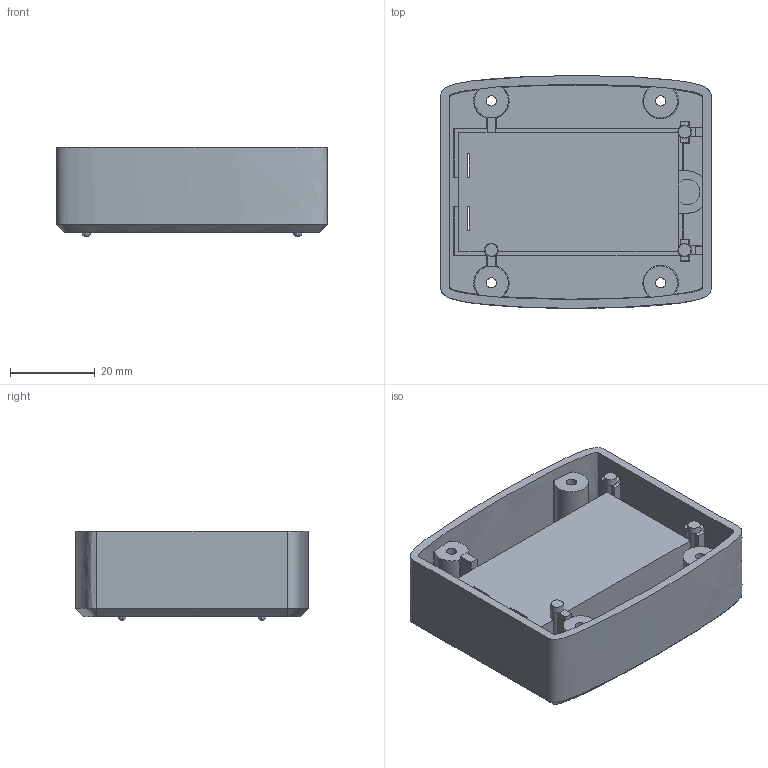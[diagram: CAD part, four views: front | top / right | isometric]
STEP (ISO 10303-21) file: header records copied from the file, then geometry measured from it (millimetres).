
FILE_DESCRIPTION (( 'STEP AP214' ), '1' );
FILE_NAME ('BOTOM COVER_USB Killer Detector_Rev 05.STEP', '2021-08-20T19:36:12', ( '' ), ( '' ), 'SwSTEP 2.0', 'SolidWorks 2017', '' );
FILE_SCHEMA (( 'AUTOMOTIVE_DESIGN' ));
Length unit declared in the file: millimetre
Products named in the file (1): BOTOM COVER_USB Killer Detector_Rev 05
Bounding box: 64 x 55 x 21.25 mm (x, y, z)
Volume: 22391 mm3; surface area: 22856.7 mm2
Topology: 1 solids, 1 shells, 349 faces, 928 edges, 573 vertices
Faces by surface type: plane 168, cylinder 109, sphere 28, torus 21, bspline 17, cone 6
Entity records: 13339 total; most frequent: CARTESIAN_POINT 4802, ORIENTED_EDGE 1800, DIRECTION 1769, EDGE_CURVE 900, AXIS2_PLACEMENT_3D 608, VERTEX_POINT 561, LINE 553, VECTOR 553
